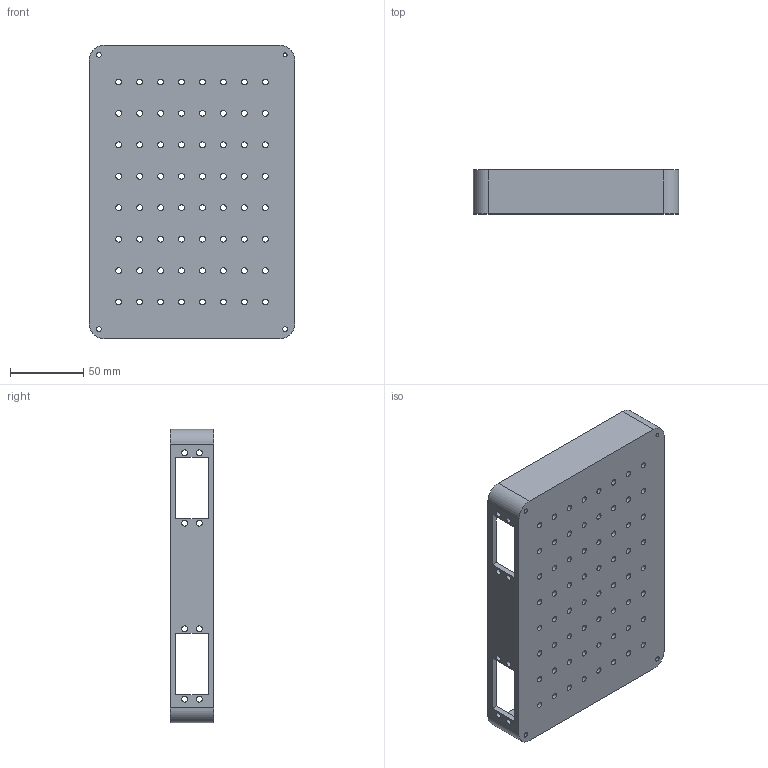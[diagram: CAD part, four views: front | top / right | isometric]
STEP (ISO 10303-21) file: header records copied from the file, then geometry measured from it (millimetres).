
FILE_DESCRIPTION(/* description */ (''),/* implementation_level */ '2;1');
FILE_NAME(/* name */ 'base_link_s.step',/* time_stamp */ '2024-10-12T07:36:19-04:00',/* author */ (''),/* organization */ (''),/* preprocessor_version */ 'ST-DEVELOPER v20',/* originating_system */ 'Autodesk Translation Framework v13.14.0.145',/* authorisation */ '');
FILE_SCHEMA (('AUTOMOTIVE_DESIGN { 1 0 10303 214 3 1 1 }'));
Length unit declared in the file: millimetre
Products named in the file (1): base_link
Bounding box: 140 x 30 x 200 mm (x, y, z)
Volume: 139355.3 mm3; surface area: 90084.6 mm2
Topology: 1 solids, 1 shells, 120 faces, 351 edges, 234 vertices
Faces by surface type: cylinder 93, plane 27
Full cylindrical faces by diameter (mm): 2.681 x1, 3.25 x3, 4 x80, 10 x1
Entity records: 4540 total; most frequent: DIRECTION 779, CARTESIAN_POINT 706, ORIENTED_EDGE 702, EDGE_CURVE 351, AXIS2_PLACEMENT_3D 307, EDGE_LOOP 299, VERTEX_POINT 234, CIRCLE 186
